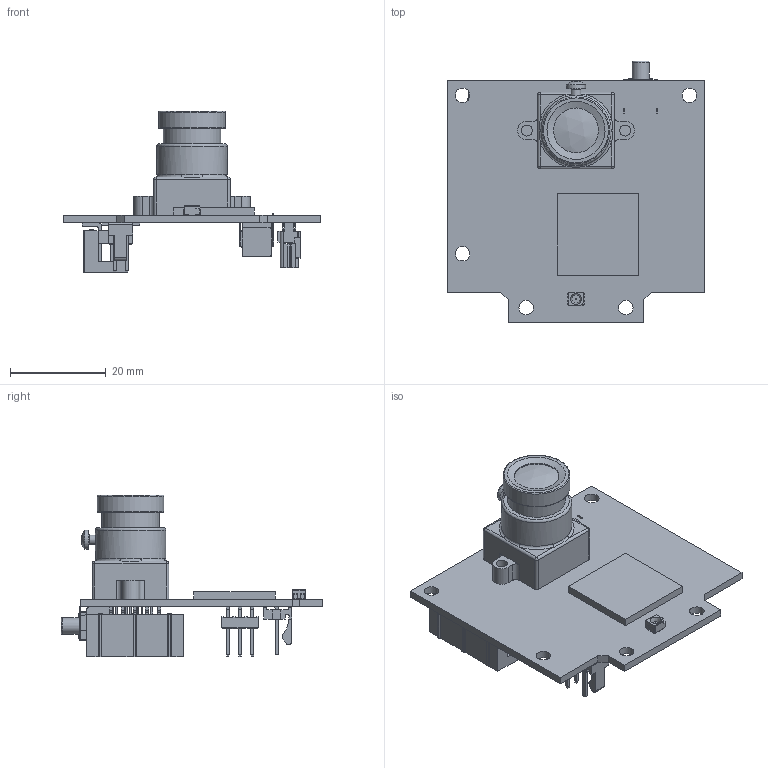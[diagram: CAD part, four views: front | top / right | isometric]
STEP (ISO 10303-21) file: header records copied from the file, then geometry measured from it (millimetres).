
FILE_DESCRIPTION(/* description */ (''),/* implementation_level */ '2;1');
FILE_NAME(/* name */ '40d12ec7-9b23-47e3-9f0c-01733c1911d3.stp',/* time_stamp */ '2017-10-21T20:58:12+00:00',/* author */ (''),/* organization */ (''),/* preprocessor_version */ 'ST-DEVELOPER v16.13',/* originating_system */ 'Autodesk Translation Framework v6.5.0.72',/* authorisation */ '');
FILE_SCHEMA (('AUTOMOTIVE_DESIGN { 1 0 10303 214 3 1 1 }'));
Length unit declared in the file: millimetre
Products named in the file (11): Pixy(CMUcam5) v2; Pixy_board_rev1; header_2x5ways; mini_usb_b_vertical_connector_Dfaut; RGB_led_CMS_STD; switch-FSMRA6JH_Dfaut; M12_lens_holder_Dfaut; header3x2_Dfaut; header_MTA-100_2pins_Dfaut; pixy_lens_Dfaut; pan head cross recess screw_iso_ISO 7045 - M2 x 4 - Z --- 4C
Assembly tree (10 placements, depth 2):
  Pixy(CMUcam5) v2
    Pixy_board_rev1
    header_2x5ways
    mini_usb_b_vertical_connector_Dfaut
    RGB_led_CMS_STD
    switch-FSMRA6JH_Dfaut
    M12_lens_holder_Dfaut
    header3x2_Dfaut
    header_MTA-100_2pins_Dfaut
    pixy_lens_Dfaut
    pan head cross recess screw_iso_ISO 7045 - M2 x 4 - Z --- 4C
Bounding box: 53.85 x 54.8 x 33.85 mm (x, y, z)
Volume: 8357.2 mm3; surface area: 12432.7 mm2
Topology: 17 solids, 17 shells, 1231 faces, 3256 edges, 2090 vertices
Faces by surface type: plane 871, cylinder 246, torus 48, bspline 30, cone 20, sphere 16
Full cylindrical faces by diameter (mm): 0.78 x4, 0.8 x4, 0.9 x6, 2 x2, 2.3 x2, 2.83 x2, 3.048 x5, 3.505 x1, 3.705 x1, 4 x3, 6 x2, 9.4 x4, 12 x1, 12.1 x1, 14 x1, 14.7 x1
Entity records: 39733 total; most frequent: CARTESIAN_POINT 8091, ORIENTED_EDGE 6488, DIRECTION 6302, EDGE_CURVE 3244, LINE 2482, VECTOR 2482, VERTEX_POINT 2090, AXIS2_PLACEMENT_3D 1910
